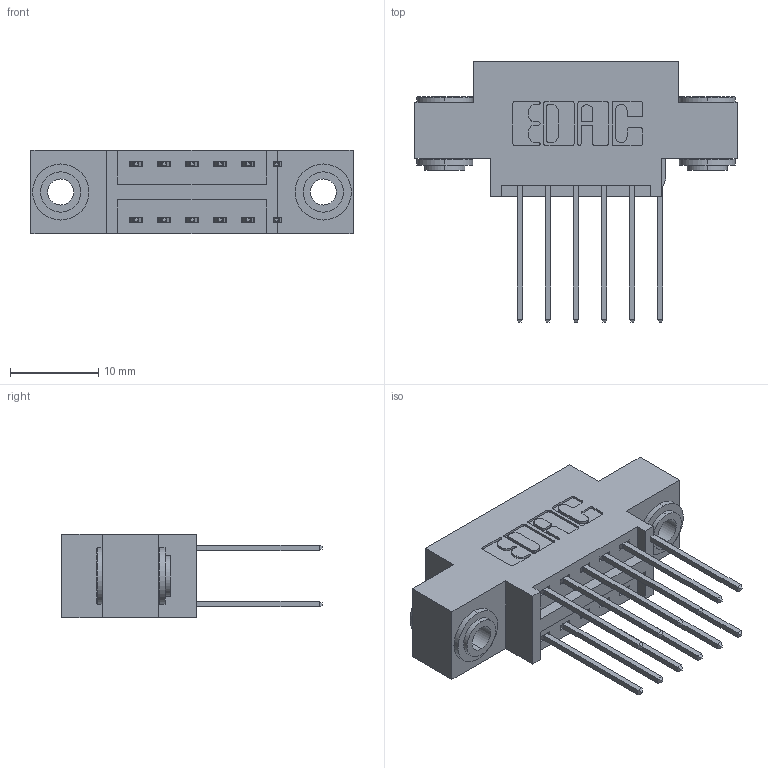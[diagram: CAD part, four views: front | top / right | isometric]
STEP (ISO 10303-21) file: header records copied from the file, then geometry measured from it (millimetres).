
FILE_DESCRIPTION (( 'STEP AP203' ), '1' );
FILE_NAME ('346-012-540-803.STEP', '2022-05-17T19:57:42', ( '' ), ( '' ), 'SwSTEP 2.0', 'SolidWorks 2020', '' );
FILE_SCHEMA (( 'CONFIG_CONTROL_DESIGN' ));
Length unit declared in the file: inch
Products named in the file (4): 346 Part_0.170 Offset - 0.156 Dia-TH; 345-250-002_345-250-002-102; 346-012-540-803; 345-292-001_345-293-140
Assembly tree (15 placements, depth 2):
  346-012-540-803
    346 Part_0.170 Offset - 0.156 Dia-TH
    345-292-001_345-293-140  x12
    345-250-002_345-250-002-102  x2
Bounding box: 36.45 x 29.46 x 9.4 mm (x, y, z)
Volume: 3177 mm3; surface area: 4532.8 mm2
Topology: 15 solids, 15 shells, 790 faces, 2271 edges, 1494 vertices
Faces by surface type: plane 514, cylinder 268, cone 8
Entity records: 9524 total; most frequent: CARTESIAN_POINT 1595, ORIENTED_EDGE 1518, DIRECTION 1489, EDGE_CURVE 759, LINE 583, VECTOR 583, VERTEX_POINT 502, AXIS2_PLACEMENT_3D 453
